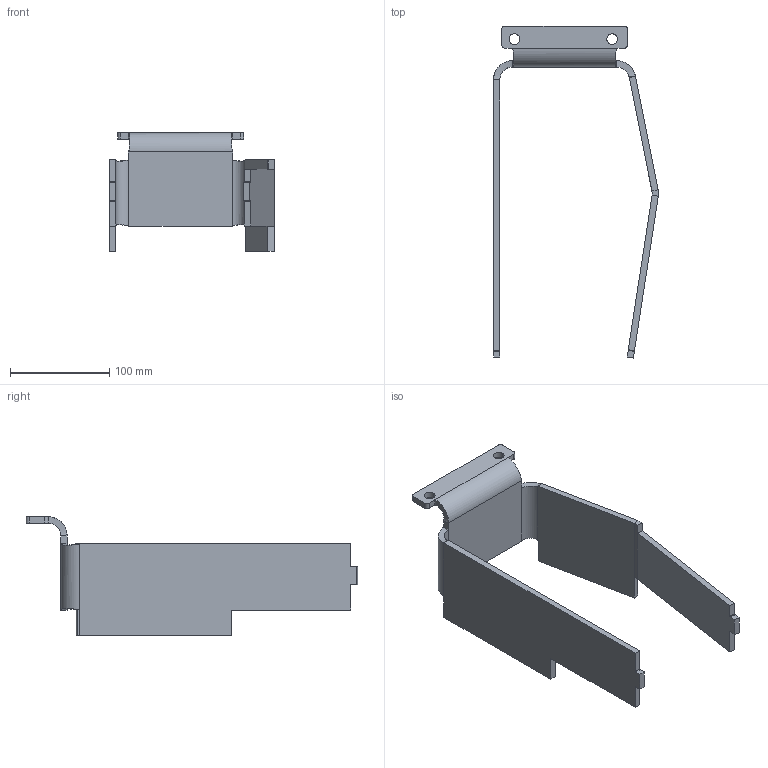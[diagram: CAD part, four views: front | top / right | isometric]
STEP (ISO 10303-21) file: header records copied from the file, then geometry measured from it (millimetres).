
FILE_DESCRIPTION (( 'STEP AP203' ), '1' );
FILE_NAME ('Belt Shield Top_Default_sldprt.STEP', '2023-01-20T01:41:53', ( '' ), ( '' ), 'SwSTEP 2.0', 'SolidWorks 2022', '' );
FILE_SCHEMA (( 'CONFIG_CONTROL_DESIGN' ));
Length unit declared in the file: inch
Products named in the file (1): Belt Shield Top_Default_sldprt
Bounding box: 166.16 x 334.34 x 119.38 mm (x, y, z)
Volume: 371778.2 mm3; surface area: 129102.6 mm2
Topology: 1 solids, 1 shells, 84 faces, 214 edges, 132 vertices
Faces by surface type: plane 42, cylinder 28, bspline 14
Entity records: 3748 total; most frequent: CARTESIAN_POINT 1744, ORIENTED_EDGE 428, DIRECTION 352, EDGE_CURVE 214, VERTEX_POINT 132, VECTOR 122, LINE 122, AXIS2_PLACEMENT_3D 115
